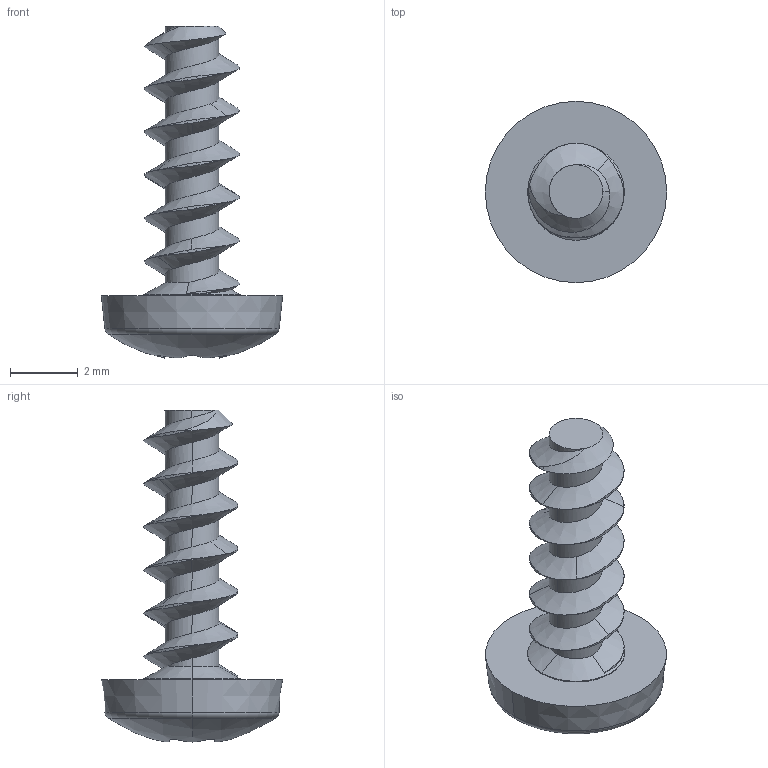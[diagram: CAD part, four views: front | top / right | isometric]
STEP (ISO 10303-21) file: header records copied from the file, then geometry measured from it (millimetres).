
FILE_DESCRIPTION((''),'2;1');
FILE_NAME('91OS2SX96OL','2022-10-13T08:14:10',('rr42925'),('Deere & Company'),'CREO PARAMETRIC BY PTC INC, 2021424','CREO PARAMETRIC BY PTC INC, 2021424','');
FILE_SCHEMA(('AUTOMOTIVE_DESIGN { 1 0 10303 214 1 1 1 1 }'));
Length unit declared in the file: inch
Products named in the file (1): 91OS2SX96OL
Bounding box: 5.33 x 5.33 x 9.77 mm (x, y, z)
Volume: 54.3 mm3; surface area: 142.6 mm2
Topology: 1 solids, 1 shells, 137 faces, 407 edges, 273 vertices
Faces by surface type: cylinder 58, plane 33, cone 21, bspline 21, sphere 2, torus 2
Entity records: 8813 total; most frequent: CARTESIAN_POINT 4291, ORIENTED_EDGE 814, DIRECTION 455, PRESENTATION_STYLE_ASSIGNMENT 409, STYLED_ITEM 409, CURVE_STYLE 408, EDGE_CURVE 407, VERTEX_POINT 273
